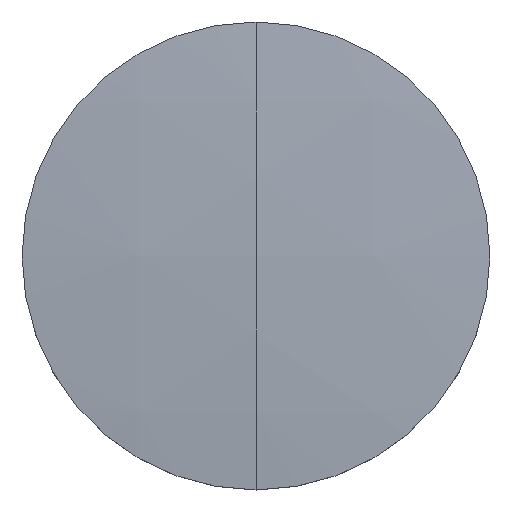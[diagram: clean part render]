
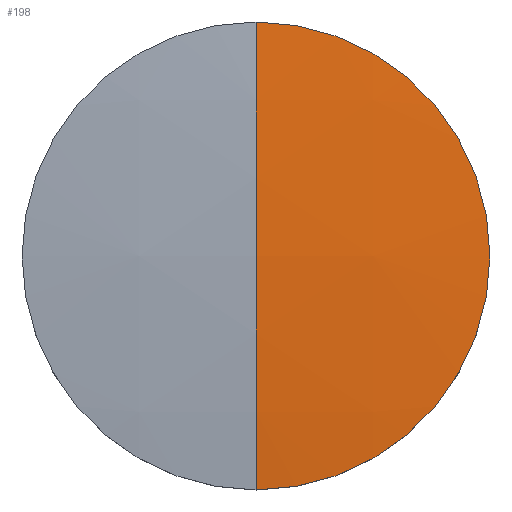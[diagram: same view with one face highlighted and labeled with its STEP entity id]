
A CAD part, top view. The second image highlights one B-rep face of the part: STEP entity #198.
In plain terms, the highlighted spherical face has radius 140.5 mm.
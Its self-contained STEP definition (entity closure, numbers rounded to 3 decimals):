
#23 = DIRECTION ( 'NONE',  ( 0., 1., 0. ) ) ;
#24 = DIRECTION ( 'NONE',  ( 0., 0., -1. ) ) ;
#25 = CARTESIAN_POINT ( 'NONE',  ( 0., 0., 1.425 ) ) ;
#26 = AXIS2_PLACEMENT_3D ( 'NONE', #25, #24, #23 ) ;
#27 = CIRCLE ( 'NONE', #26, 12.7 ) ;
#33 = CARTESIAN_POINT ( 'NONE',  ( 0., 0., 2. ) ) ;
#34 = DIRECTION ( 'NONE',  ( 0., 0., 1. ) ) ;
#35 = DIRECTION ( 'NONE',  ( -1., 0., 0. ) ) ;
#36 = CARTESIAN_POINT ( 'NONE',  ( 0., 0., -138.5 ) ) ;
#37 = AXIS2_PLACEMENT_3D ( 'NONE', #36, #35, #34 ) ;
#38 = CIRCLE ( 'NONE', #37, 140.5 ) ;
#44 = CARTESIAN_POINT ( 'NONE',  ( 0., -12.7, 1.425 ) ) ;
#52 = DIRECTION ( 'NONE',  ( 0., 1., 0. ) ) ;
#53 = DIRECTION ( 'NONE',  ( 1., 0., 0. ) ) ;
#54 = CARTESIAN_POINT ( 'NONE',  ( 0., 0., -138.5 ) ) ;
#55 = AXIS2_PLACEMENT_3D ( 'NONE', #54, #53, #52 ) ;
#56 = CIRCLE ( 'NONE', #55, 140.5 ) ;
#69 = CARTESIAN_POINT ( 'NONE',  ( 0., 0., -138.5 ) ) ;
#107 = CARTESIAN_POINT ( 'NONE',  ( 0., 12.7, 1.425 ) ) ;
#111 = DIRECTION ( 'NONE',  ( 0., 1., 0. ) ) ;
#112 = DIRECTION ( 'NONE',  ( 1., 0., 0. ) ) ;
#113 = FACE_OUTER_BOUND ( 'NONE', #194, .T. ) ;
#147 = SPHERICAL_SURFACE ( 'NONE', #160, 140.5 ) ;
#160 = AXIS2_PLACEMENT_3D ( 'NONE', #69, #112, #111 ) ;
#163 = VERTEX_POINT ( 'NONE', #44 ) ;
#169 = EDGE_CURVE ( 'NONE', #185, #163, #56, .T. ) ;
#172 = ORIENTED_EDGE ( 'NONE', *, *, #187, .F. ) ;
#177 = ORIENTED_EDGE ( 'NONE', *, *, #169, .T. ) ;
#181 = ORIENTED_EDGE ( 'NONE', *, *, #184, .F. ) ;
#184 = EDGE_CURVE ( 'NONE', #185, #197, #38, .T. ) ;
#185 = VERTEX_POINT ( 'NONE', #33 ) ;
#187 = EDGE_CURVE ( 'NONE', #197, #163, #27, .T. ) ;
#194 = EDGE_LOOP ( 'NONE', ( #181, #177, #172 ) ) ;
#197 = VERTEX_POINT ( 'NONE', #107 ) ;
#198 = ADVANCED_FACE ( 'NONE', ( #113 ), #147, .T. ) ;
